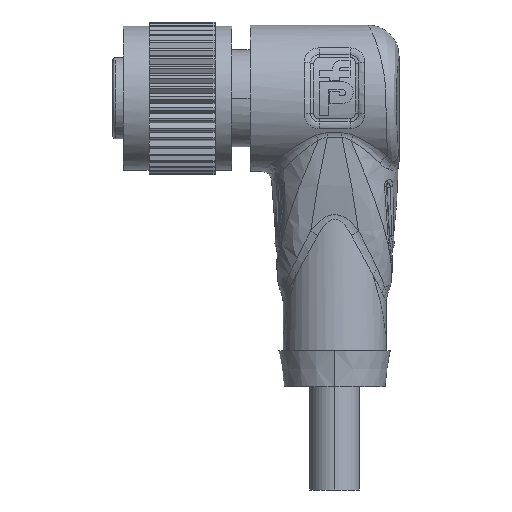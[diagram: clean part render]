
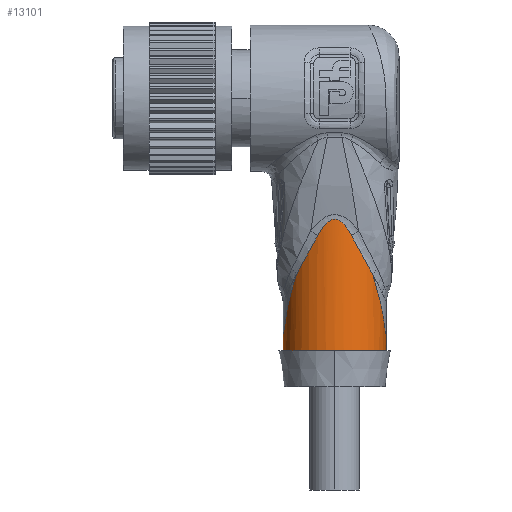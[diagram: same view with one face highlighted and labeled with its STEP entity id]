
A CAD part, front view. The second image highlights one B-rep face of the part: STEP entity #13101.
In plain terms, the highlighted cylindrical face has radius 5 mm (diameter 10 mm), a partial arc.
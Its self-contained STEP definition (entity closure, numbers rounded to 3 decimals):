
#2617=CARTESIAN_POINT('',(17.797,-3.359,
-17.085));
#2624=DIRECTION('',(0.,0.,-1.));
#2625=VECTOR('',#2624,1.674);
#2626=CARTESIAN_POINT('',(26.5,0.,-22.826));
#2627=LINE('',#2626,#2625);
#2638=CARTESIAN_POINT('',(23.15,-4.72,
-13.34));
#2639=CARTESIAN_POINT('',(23.317,-4.662,
-13.654));
#2640=CARTESIAN_POINT('',(23.641,-4.528,
-14.254));
#2641=CARTESIAN_POINT('',(24.09,-4.287,
-15.068));
#2642=CARTESIAN_POINT('',(24.501,-4.009,
-15.807));
#2643=CARTESIAN_POINT('',(24.874,-3.7,
-16.479));
#2644=CARTESIAN_POINT('',(25.098,-3.475,
-16.889));
#2645=CARTESIAN_POINT('',(25.203,-3.359,
-17.085));
#2647=CARTESIAN_POINT('',(25.203,-3.359,
-17.085));
#2648=CARTESIAN_POINT('',(25.33,-3.22,
-17.475));
#2649=CARTESIAN_POINT('',(25.567,-2.927,
-18.256));
#2650=CARTESIAN_POINT('',(25.872,-2.447,
-19.446));
#2651=CARTESIAN_POINT('',(26.12,-1.939,
-20.616));
#2652=CARTESIAN_POINT('',(26.308,-1.409,
-21.754));
#2653=CARTESIAN_POINT('',(26.392,-1.051,
-22.474));
#2654=CARTESIAN_POINT('',(26.423,-0.871,
-22.826));
#2656=CARTESIAN_POINT('',(21.5,0.,-22.826));
#2657=DIRECTION('',(0.,0.,1.));
#2658=DIRECTION('',(0.985,-0.174,0.));
#2659=AXIS2_PLACEMENT_3D('',#2656,#2657,#2658);
#2661=CARTESIAN_POINT('',(21.5,0.,-24.5));
#2662=DIRECTION('',(0.,0.,-1.));
#2663=DIRECTION('',(1.,0.,0.));
#2664=AXIS2_PLACEMENT_3D('',#2661,#2662,#2663);
#2666=DIRECTION('',(0.,0.,-1.));
#2667=VECTOR('',#2666,1.674);
#2668=CARTESIAN_POINT('',(16.5,0.,-22.826));
#2669=LINE('',#2668,#2667);
#2670=CARTESIAN_POINT('',(21.5,0.,-22.826));
#2671=DIRECTION('',(0.,0.,1.));
#2672=DIRECTION('',(-1.,0.,0.));
#2673=AXIS2_PLACEMENT_3D('',#2670,#2671,#2672);
#2675=CARTESIAN_POINT('',(16.577,-0.871,
-22.826));
#2676=CARTESIAN_POINT('',(16.608,-1.051,
-22.474));
#2677=CARTESIAN_POINT('',(16.692,-1.409,
-21.754));
#2678=CARTESIAN_POINT('',(16.88,-1.939,
-20.616));
#2679=CARTESIAN_POINT('',(17.128,-2.447,
-19.446));
#2680=CARTESIAN_POINT('',(17.433,-2.927,
-18.256));
#2681=CARTESIAN_POINT('',(17.67,-3.22,
-17.475));
#2682=CARTESIAN_POINT('',(17.797,-3.359,
-17.085));
#2684=CARTESIAN_POINT('',(17.797,-3.359,
-17.085));
#2685=CARTESIAN_POINT('',(17.902,-3.475,
-16.889));
#2686=CARTESIAN_POINT('',(18.126,-3.7,
-16.479));
#2687=CARTESIAN_POINT('',(18.499,-4.009,
-15.807));
#2688=CARTESIAN_POINT('',(18.91,-4.287,
-15.068));
#2689=CARTESIAN_POINT('',(19.359,-4.528,
-14.254));
#2690=CARTESIAN_POINT('',(19.683,-4.662,
-13.654));
#2691=CARTESIAN_POINT('',(19.85,-4.72,
-13.34));
#2693=CARTESIAN_POINT('',(19.85,-4.72,
-13.34));
#2694=CARTESIAN_POINT('',(19.907,-4.74,
-13.233));
#2695=CARTESIAN_POINT('',(20.02,-4.777,
-13.03));
#2696=CARTESIAN_POINT('',(20.184,-4.825,
-12.763));
#2697=CARTESIAN_POINT('',(20.344,-4.865,
-12.531));
#2698=CARTESIAN_POINT('',(20.499,-4.9,
-12.331));
#2699=CARTESIAN_POINT('',(20.65,-4.928,
-12.163));
#2700=CARTESIAN_POINT('',(20.797,-4.951,
-12.024));
#2701=CARTESIAN_POINT('',(20.94,-4.969,
-11.915));
#2702=CARTESIAN_POINT('',(21.076,-4.983,
-11.833));
#2703=CARTESIAN_POINT('',(21.203,-4.992,
-11.776));
#2704=CARTESIAN_POINT('',(21.324,-4.997,-11.741));
#2705=CARTESIAN_POINT('',(21.44,-5.,
-11.725));
#2706=CARTESIAN_POINT('',(21.554,-5.,
-11.724));
#2707=CARTESIAN_POINT('',(21.669,-4.998,
-11.74));
#2708=CARTESIAN_POINT('',(21.79,-4.992,
-11.774));
#2709=CARTESIAN_POINT('',(21.918,-4.983,
-11.829));
#2710=CARTESIAN_POINT('',(22.054,-4.97,
-11.911));
#2711=CARTESIAN_POINT('',(22.198,-4.952,
-12.02));
#2712=CARTESIAN_POINT('',(22.346,-4.929,
-12.159));
#2713=CARTESIAN_POINT('',(22.498,-4.9,
-12.328));
#2714=CARTESIAN_POINT('',(22.654,-4.866,
-12.528));
#2715=CARTESIAN_POINT('',(22.814,-4.825,
-12.761));
#2716=CARTESIAN_POINT('',(22.979,-4.777,
-13.029));
#2717=CARTESIAN_POINT('',(23.092,-4.74,
-13.232));
#2718=CARTESIAN_POINT('',(23.15,-4.72,
-13.34));
#7857=CARTESIAN_POINT('',(26.5,0.,-24.5));
#7858=CARTESIAN_POINT('',(16.5,0.,-24.5));
#7859=VERTEX_POINT('',#7857);
#7860=VERTEX_POINT('',#7858);
#7861=CARTESIAN_POINT('',(26.423,-0.871,
-22.826));
#7862=CARTESIAN_POINT('',(26.5,0.,-22.826));
#7863=VERTEX_POINT('',#7861);
#7864=VERTEX_POINT('',#7862);
#7865=CARTESIAN_POINT('',(16.5,0.,-22.826));
#7866=CARTESIAN_POINT('',(16.577,-0.871,
-22.826));
#7867=VERTEX_POINT('',#7865);
#7868=VERTEX_POINT('',#7866);
#7869=VERTEX_POINT('',#2638);
#7870=VERTEX_POINT('',#2645);
#7885=VERTEX_POINT('',#2617);
#7887=VERTEX_POINT('',#2691);
#13081=CARTESIAN_POINT('',(21.5,0.,-32.826));
#13082=DIRECTION('',(0.,0.,-1.));
#13083=DIRECTION('',(0.,1.,0.));
#13084=AXIS2_PLACEMENT_3D('',#13081,#13082,#13083);
#13085=CYLINDRICAL_SURFACE('',#13084,5.);
#13086=ORIENTED_EDGE('',*,*,#13059,.T.);
#13087=ORIENTED_EDGE('',*,*,#12970,.T.);
#13088=ORIENTED_EDGE('',*,*,#12968,.T.);
#13089=ORIENTED_EDGE('',*,*,#12966,.T.);
#13091=ORIENTED_EDGE('',*,*,#13090,.T.);
#13092=ORIENTED_EDGE('',*,*,#12962,.F.);
#13093=ORIENTED_EDGE('',*,*,#12960,.T.);
#13094=ORIENTED_EDGE('',*,*,#12958,.T.);
#13096=ORIENTED_EDGE('',*,*,#13095,.T.);
#13098=ORIENTED_EDGE('',*,*,#13097,.T.);
#13099=EDGE_LOOP('',(#13086,#13087,#13088,#13089,#13091,#13092,#13093,#13094,
#13096,#13098));
#13100=FACE_OUTER_BOUND('',#13099,.F.);
#13101=ADVANCED_FACE('',(#13100),#13085,.T.);
#2646=B_SPLINE_CURVE_WITH_KNOTS('',3,(#2638,#2639,#2640,#2641,#2642,#2643,#2644,
#2645),.UNSPECIFIED.,.F.,.F.,(4,1,1,1,1,4),(0.,0.2,0.4,0.6,0.8,1.),
.UNSPECIFIED.);
#2655=B_SPLINE_CURVE_WITH_KNOTS('',3,(#2647,#2648,#2649,#2650,#2651,#2652,#2653,
#2654),.UNSPECIFIED.,.F.,.F.,(4,1,1,1,1,4),(0.,0.2,0.4,0.6,0.8,1.),
.UNSPECIFIED.);
#2660=CIRCLE('',#2659,5.);
#2665=CIRCLE('',#2664,5.);
#2674=CIRCLE('',#2673,5.);
#2683=B_SPLINE_CURVE_WITH_KNOTS('',3,(#2675,#2676,#2677,#2678,#2679,#2680,#2681,
#2682),.UNSPECIFIED.,.F.,.F.,(4,1,1,1,1,4),(0.,0.2,0.4,0.6,0.8,1.),
.UNSPECIFIED.);
#2692=B_SPLINE_CURVE_WITH_KNOTS('',3,(#2684,#2685,#2686,#2687,#2688,#2689,#2690,
#2691),.UNSPECIFIED.,.F.,.F.,(4,1,1,1,1,4),(0.,0.2,0.4,0.6,0.8,1.),
.UNSPECIFIED.);
#2719=B_SPLINE_CURVE_WITH_KNOTS('',3,(#2693,#2694,#2695,#2696,#2697,#2698,#2699,
#2700,#2701,#2702,#2703,#2704,#2705,#2706,#2707,#2708,#2709,#2710,#2711,#2712,
#2713,#2714,#2715,#2716,#2717,#2718),.UNSPECIFIED.,.F.,.F.,(4,1,1,1,1,1,1,1,1,1,
1,1,1,1,1,1,1,1,1,1,1,1,1,4),(0.,0.043,0.087,
0.13,0.174,0.217,0.261,
0.304,0.348,0.391,0.435,
0.478,0.522,0.565,0.609,
0.652,0.696,0.739,0.783,
0.826,0.87,0.913,0.957,1.),
.UNSPECIFIED.);
#12958=EDGE_CURVE('',#7868,#7885,#2683,.T.);
#12960=EDGE_CURVE('',#7867,#7868,#2674,.T.);
#12962=EDGE_CURVE('',#7867,#7860,#2669,.T.);
#12966=EDGE_CURVE('',#7864,#7859,#2627,.T.);
#12968=EDGE_CURVE('',#7863,#7864,#2660,.T.);
#12970=EDGE_CURVE('',#7870,#7863,#2655,.T.);
#13059=EDGE_CURVE('',#7869,#7870,#2646,.T.);
#13090=EDGE_CURVE('',#7859,#7860,#2665,.T.);
#13095=EDGE_CURVE('',#7885,#7887,#2692,.T.);
#13097=EDGE_CURVE('',#7887,#7869,#2719,.T.);
